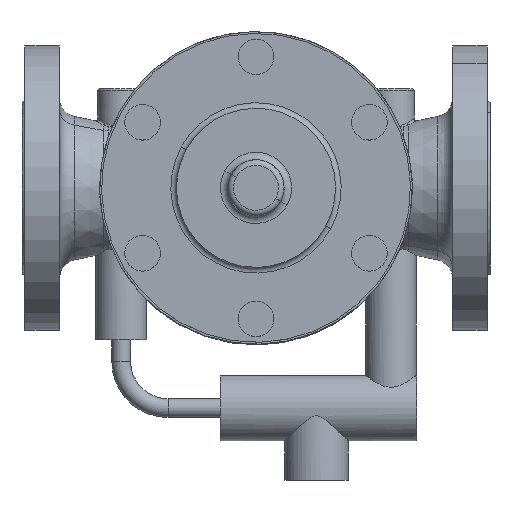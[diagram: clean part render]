
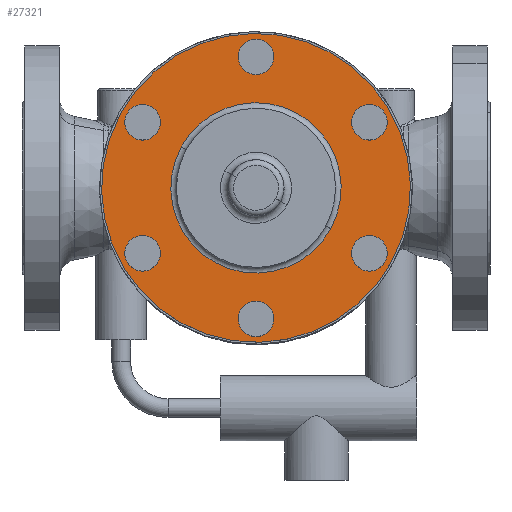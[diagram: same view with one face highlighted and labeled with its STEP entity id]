
A CAD part, top view. The second image highlights one B-rep face of the part: STEP entity #27321.
In plain terms, the highlighted planar face has unit normal (0, 0, 1).
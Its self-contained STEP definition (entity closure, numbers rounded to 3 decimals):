
#26881=CARTESIAN_POINT('Axis2P3D Location',(0.,-70.,97.5)) ;
#26885=CARTESIAN_POINT('Vertex',(4.75,-61.773,97.5)) ;
#26887=CARTESIAN_POINT('Vertex',(-4.75,-78.227,97.5)) ;
#26907=CARTESIAN_POINT('Axis2P3D Location',(0.,-70.,97.5)) ;
#26924=CARTESIAN_POINT('Axis2P3D Location',(60.622,-35.,97.5)) ;
#26928=CARTESIAN_POINT('Vertex',(55.872,-26.773,97.5)) ;
#26930=CARTESIAN_POINT('Vertex',(65.372,-43.227,97.5)) ;
#26950=CARTESIAN_POINT('Axis2P3D Location',(60.622,-35.,97.5)) ;
#26967=CARTESIAN_POINT('Axis2P3D Location',(60.622,35.,97.5)) ;
#26971=CARTESIAN_POINT('Vertex',(51.122,35.,97.5)) ;
#26973=CARTESIAN_POINT('Vertex',(70.122,35.,97.5)) ;
#26993=CARTESIAN_POINT('Axis2P3D Location',(60.622,35.,97.5)) ;
#27010=CARTESIAN_POINT('Axis2P3D Location',(0.,70.,97.5)) ;
#27014=CARTESIAN_POINT('Vertex',(-4.75,61.773,97.5)) ;
#27016=CARTESIAN_POINT('Vertex',(4.75,78.227,97.5)) ;
#27036=CARTESIAN_POINT('Axis2P3D Location',(0.,70.,97.5)) ;
#27053=CARTESIAN_POINT('Axis2P3D Location',(-60.622,35.,97.5)) ;
#27057=CARTESIAN_POINT('Vertex',(-55.872,26.773,97.5)) ;
#27059=CARTESIAN_POINT('Vertex',(-65.372,43.227,97.5)) ;
#27079=CARTESIAN_POINT('Axis2P3D Location',(-60.622,35.,97.5)) ;
#27096=CARTESIAN_POINT('Axis2P3D Location',(0.,0.,97.5)) ;
#27100=CARTESIAN_POINT('Vertex',(39.93,-21.814,97.5)) ;
#27102=CARTESIAN_POINT('Vertex',(-39.93,21.814,97.5)) ;
#27127=CARTESIAN_POINT('Axis2P3D Location',(0.,0.,97.5)) ;
#27144=CARTESIAN_POINT('Axis2P3D Location',(-60.622,-35.,97.5)) ;
#27148=CARTESIAN_POINT('Vertex',(-70.122,-35.,97.5)) ;
#27150=CARTESIAN_POINT('Vertex',(-51.122,-35.,97.5)) ;
#27170=CARTESIAN_POINT('Axis2P3D Location',(-60.622,-35.,97.5)) ;
#27270=CARTESIAN_POINT('Axis2P3D Location',(-45.5,0.,97.5)) ;
#27275=CARTESIAN_POINT('Axis2P3D Location',(0.,0.,97.5)) ;
#27279=CARTESIAN_POINT('Vertex',(-72.401,39.553,97.5)) ;
#27281=CARTESIAN_POINT('Vertex',(72.401,-39.553,97.5)) ;
#27284=CARTESIAN_POINT('Axis2P3D Location',(0.,0.,97.5)) ;
#26882=DIRECTION('Axis2P3D Direction',(0.,0.,-1.)) ;
#26908=DIRECTION('Axis2P3D Direction',(0.,0.,-1.)) ;
#26925=DIRECTION('Axis2P3D Direction',(0.,0.,-1.)) ;
#26951=DIRECTION('Axis2P3D Direction',(0.,0.,-1.)) ;
#26968=DIRECTION('Axis2P3D Direction',(0.,0.,-1.)) ;
#26994=DIRECTION('Axis2P3D Direction',(0.,0.,-1.)) ;
#27011=DIRECTION('Axis2P3D Direction',(0.,0.,-1.)) ;
#27037=DIRECTION('Axis2P3D Direction',(0.,0.,-1.)) ;
#27054=DIRECTION('Axis2P3D Direction',(0.,0.,-1.)) ;
#27080=DIRECTION('Axis2P3D Direction',(0.,0.,-1.)) ;
#27097=DIRECTION('Axis2P3D Direction',(0.,0.,1.)) ;
#27128=DIRECTION('Axis2P3D Direction',(0.,0.,1.)) ;
#27145=DIRECTION('Axis2P3D Direction',(0.,0.,-1.)) ;
#27171=DIRECTION('Axis2P3D Direction',(0.,0.,-1.)) ;
#27271=DIRECTION('Axis2P3D Direction',(0.,0.,-1.)) ;
#27272=DIRECTION('Axis2P3D XDirection',(1.,0.,0.)) ;
#27276=DIRECTION('Axis2P3D Direction',(0.,0.,-1.)) ;
#27285=DIRECTION('Axis2P3D Direction',(0.,0.,-1.)) ;
#26883=AXIS2_PLACEMENT_3D('Circle Axis2P3D',#26881,#26882,$) ;
#26909=AXIS2_PLACEMENT_3D('Circle Axis2P3D',#26907,#26908,$) ;
#26926=AXIS2_PLACEMENT_3D('Circle Axis2P3D',#26924,#26925,$) ;
#26952=AXIS2_PLACEMENT_3D('Circle Axis2P3D',#26950,#26951,$) ;
#26969=AXIS2_PLACEMENT_3D('Circle Axis2P3D',#26967,#26968,$) ;
#26995=AXIS2_PLACEMENT_3D('Circle Axis2P3D',#26993,#26994,$) ;
#27012=AXIS2_PLACEMENT_3D('Circle Axis2P3D',#27010,#27011,$) ;
#27038=AXIS2_PLACEMENT_3D('Circle Axis2P3D',#27036,#27037,$) ;
#27055=AXIS2_PLACEMENT_3D('Circle Axis2P3D',#27053,#27054,$) ;
#27081=AXIS2_PLACEMENT_3D('Circle Axis2P3D',#27079,#27080,$) ;
#27098=AXIS2_PLACEMENT_3D('Circle Axis2P3D',#27096,#27097,$) ;
#27129=AXIS2_PLACEMENT_3D('Circle Axis2P3D',#27127,#27128,$) ;
#27146=AXIS2_PLACEMENT_3D('Circle Axis2P3D',#27144,#27145,$) ;
#27172=AXIS2_PLACEMENT_3D('Circle Axis2P3D',#27170,#27171,$) ;
#27273=AXIS2_PLACEMENT_3D('Plane Axis2P3D',#27270,#27271,#27272) ;
#27277=AXIS2_PLACEMENT_3D('Circle Axis2P3D',#27275,#27276,$) ;
#27286=AXIS2_PLACEMENT_3D('Circle Axis2P3D',#27284,#27285,$) ;
#27290=ORIENTED_EDGE('',*,*,#27283,.F.) ;
#27291=ORIENTED_EDGE('',*,*,#27288,.F.) ;
#27294=ORIENTED_EDGE('',*,*,#27152,.T.) ;
#27295=ORIENTED_EDGE('',*,*,#27174,.T.) ;
#27298=ORIENTED_EDGE('',*,*,#27104,.T.) ;
#27299=ORIENTED_EDGE('',*,*,#27131,.T.) ;
#27302=ORIENTED_EDGE('',*,*,#27061,.T.) ;
#27303=ORIENTED_EDGE('',*,*,#27083,.T.) ;
#27306=ORIENTED_EDGE('',*,*,#27018,.T.) ;
#27307=ORIENTED_EDGE('',*,*,#27040,.T.) ;
#27310=ORIENTED_EDGE('',*,*,#26975,.T.) ;
#27311=ORIENTED_EDGE('',*,*,#26997,.T.) ;
#27314=ORIENTED_EDGE('',*,*,#26932,.T.) ;
#27315=ORIENTED_EDGE('',*,*,#26954,.T.) ;
#27318=ORIENTED_EDGE('',*,*,#26889,.T.) ;
#27319=ORIENTED_EDGE('',*,*,#26911,.T.) ;
#27296=FACE_BOUND('',#27293,.T.) ;
#27300=FACE_BOUND('',#27297,.T.) ;
#27304=FACE_BOUND('',#27301,.T.) ;
#27308=FACE_BOUND('',#27305,.T.) ;
#27312=FACE_BOUND('',#27309,.T.) ;
#27316=FACE_BOUND('',#27313,.T.) ;
#27320=FACE_BOUND('',#27317,.T.) ;
#27321=ADVANCED_FACE('Brep With Voids',(#27292,#27296,#27300,#27304,#27308,#27312,#27316,#27320),#27274,.F.) ;
#26884=CIRCLE('generated circle',#26883,9.5) ;
#26910=CIRCLE('generated circle',#26909,9.5) ;
#26927=CIRCLE('generated circle',#26926,9.5) ;
#26953=CIRCLE('generated circle',#26952,9.5) ;
#26970=CIRCLE('generated circle',#26969,9.5) ;
#26996=CIRCLE('generated circle',#26995,9.5) ;
#27013=CIRCLE('generated circle',#27012,9.5) ;
#27039=CIRCLE('generated circle',#27038,9.5) ;
#27056=CIRCLE('generated circle',#27055,9.5) ;
#27082=CIRCLE('generated circle',#27081,9.5) ;
#27099=CIRCLE('generated circle',#27098,45.5) ;
#27130=CIRCLE('generated circle',#27129,45.5) ;
#27147=CIRCLE('generated circle',#27146,9.5) ;
#27173=CIRCLE('generated circle',#27172,9.5) ;
#27278=CIRCLE('generated circle',#27277,82.5) ;
#27287=CIRCLE('generated circle',#27286,82.5) ;
#26889=EDGE_CURVE('',#26886,#26888,#26884,.T.) ;
#26911=EDGE_CURVE('',#26888,#26886,#26910,.T.) ;
#26932=EDGE_CURVE('',#26929,#26931,#26927,.T.) ;
#26954=EDGE_CURVE('',#26931,#26929,#26953,.T.) ;
#26975=EDGE_CURVE('',#26972,#26974,#26970,.T.) ;
#26997=EDGE_CURVE('',#26974,#26972,#26996,.T.) ;
#27018=EDGE_CURVE('',#27015,#27017,#27013,.T.) ;
#27040=EDGE_CURVE('',#27017,#27015,#27039,.T.) ;
#27061=EDGE_CURVE('',#27058,#27060,#27056,.T.) ;
#27083=EDGE_CURVE('',#27060,#27058,#27082,.T.) ;
#27104=EDGE_CURVE('',#27101,#27103,#27099,.F.) ;
#27131=EDGE_CURVE('',#27103,#27101,#27130,.F.) ;
#27152=EDGE_CURVE('',#27149,#27151,#27147,.T.) ;
#27174=EDGE_CURVE('',#27151,#27149,#27173,.T.) ;
#27283=EDGE_CURVE('',#27280,#27282,#27278,.T.) ;
#27288=EDGE_CURVE('',#27282,#27280,#27287,.T.) ;
#27289=EDGE_LOOP('',(#27290,#27291)) ;
#27293=EDGE_LOOP('',(#27294,#27295)) ;
#27297=EDGE_LOOP('',(#27298,#27299)) ;
#27301=EDGE_LOOP('',(#27302,#27303)) ;
#27305=EDGE_LOOP('',(#27306,#27307)) ;
#27309=EDGE_LOOP('',(#27310,#27311)) ;
#27313=EDGE_LOOP('',(#27314,#27315)) ;
#27317=EDGE_LOOP('',(#27318,#27319)) ;
#27292=FACE_OUTER_BOUND('',#27289,.T.) ;
#27274=PLANE('',#27273) ;
#26886=VERTEX_POINT('',#26885) ;
#26888=VERTEX_POINT('',#26887) ;
#26929=VERTEX_POINT('',#26928) ;
#26931=VERTEX_POINT('',#26930) ;
#26972=VERTEX_POINT('',#26971) ;
#26974=VERTEX_POINT('',#26973) ;
#27015=VERTEX_POINT('',#27014) ;
#27017=VERTEX_POINT('',#27016) ;
#27058=VERTEX_POINT('',#27057) ;
#27060=VERTEX_POINT('',#27059) ;
#27101=VERTEX_POINT('',#27100) ;
#27103=VERTEX_POINT('',#27102) ;
#27149=VERTEX_POINT('',#27148) ;
#27151=VERTEX_POINT('',#27150) ;
#27280=VERTEX_POINT('',#27279) ;
#27282=VERTEX_POINT('',#27281) ;
